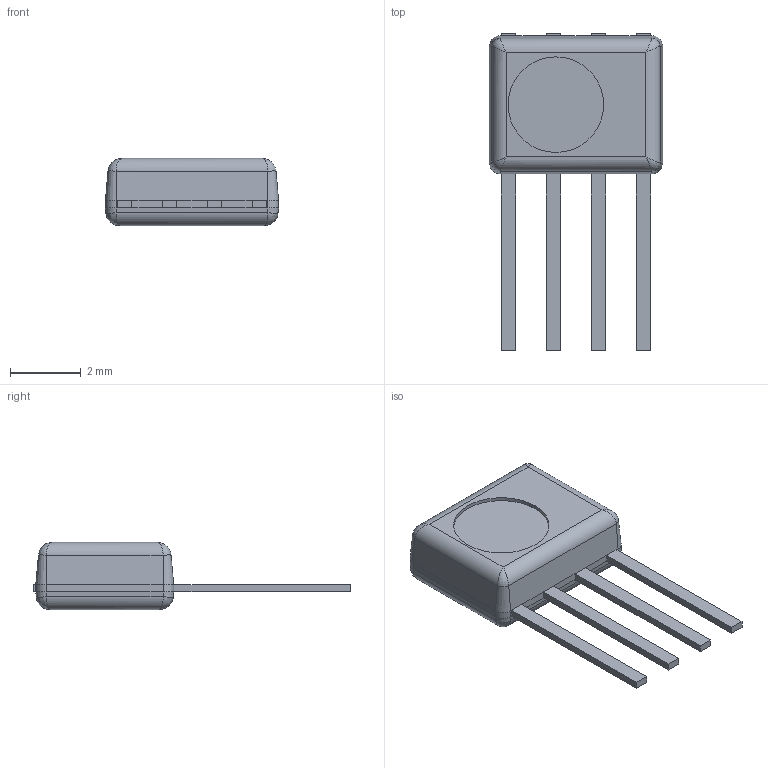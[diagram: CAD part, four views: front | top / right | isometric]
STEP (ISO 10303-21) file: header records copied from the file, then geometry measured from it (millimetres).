
FILE_DESCRIPTION (( 'STEP AP214' ), '1' );
FILE_NAME ('HIH8120-021-001.STEP', '2018-10-11T21:17:26', ( '' ), ( '' ), 'SwSTEP 2.0', 'SolidWorks 2017', '' );
FILE_SCHEMA (( 'AUTOMOTIVE_DESIGN' ));
Length unit declared in the file: millimetre
Products named in the file (1): HIH8120-021-001
Bounding box: 4.9 x 8.96 x 1.91 mm (x, y, z)
Volume: 35.2 mm3; surface area: 126.9 mm2
Topology: 5 solids, 5 shells, 93 faces, 206 edges, 108 vertices
Faces by surface type: plane 63, cylinder 14, cone 8, bspline 8
Entity records: 5938 total; most frequent: CARTESIAN_POINT 3956, ORIENTED_EDGE 396, DIRECTION 358, EDGE_CURVE 198, VECTOR 162, LINE 162, VERTEX_POINT 108, AXIS2_PLACEMENT_3D 98
